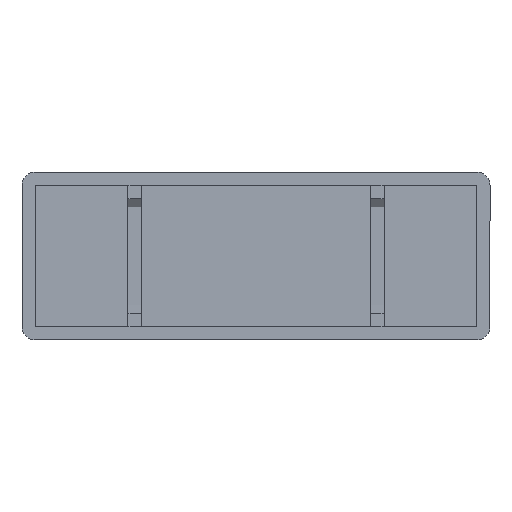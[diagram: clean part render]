
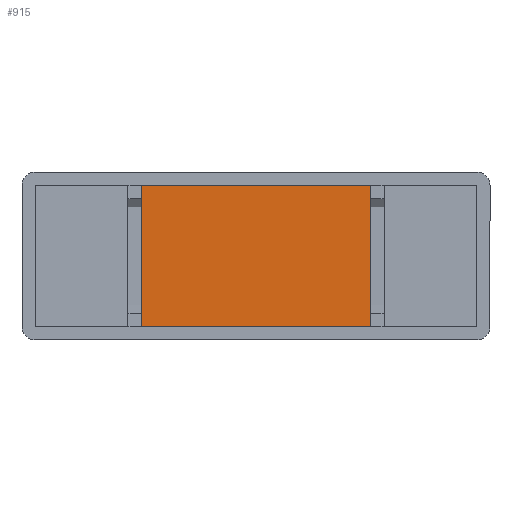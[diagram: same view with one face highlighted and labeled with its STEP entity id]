
A CAD part, front view. The second image highlights one B-rep face of the part: STEP entity #915.
In plain terms, the highlighted planar face has unit normal (0, -1, 0).
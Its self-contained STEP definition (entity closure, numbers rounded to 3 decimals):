
#194=CARTESIAN_POINT('',(-27.,1.0,35.0));
#195=VERTEX_POINT('',#194);
#202=CARTESIAN_POINT('',(-27.,1.0,3.));
#203=VERTEX_POINT('',#202);
#204=CARTESIAN_POINT('',(-27.,1.0,3.));
#205=DIRECTION('',(0.0,0.0,1.0));
#206=VECTOR('',#205,32.0);
#207=LINE('',#204,#206);
#208=EDGE_CURVE('',#203,#195,#207,.T.);
#513=CARTESIAN_POINT('',(-79.,1.0,3.0));
#514=VERTEX_POINT('',#513);
#521=CARTESIAN_POINT('',(-79.,1.0,35.0));
#522=VERTEX_POINT('',#521);
#523=CARTESIAN_POINT('',(-79.,1.0,35.0));
#524=DIRECTION('',(0.0,0.0,-1.0));
#525=VECTOR('',#524,32.0);
#526=LINE('',#523,#525);
#527=EDGE_CURVE('',#522,#514,#526,.T.);
#832=CARTESIAN_POINT('',(-79.,1.0,35.0));
#833=DIRECTION('',(1.0,0.0,0.0));
#834=VECTOR('',#833,52.);
#835=LINE('',#832,#834);
#836=EDGE_CURVE('',#522,#195,#835,.T.);
#861=CARTESIAN_POINT('',(-79.,1.0,3.0));
#862=DIRECTION('',(1.0,0.0,0.0));
#863=VECTOR('',#862,52.);
#864=LINE('',#861,#863);
#865=EDGE_CURVE('',#203,#514,#864,.F.);
#904=CARTESIAN_POINT('',(-53.,1.0,19.0));
#905=DIRECTION('',(0.0,-1.0,0.0));
#906=DIRECTION('',(0.0,0.0,-1.0));
#907=AXIS2_PLACEMENT_3D('',#904,#905,#906);
#908=PLANE('',#907);
#909=ORIENTED_EDGE('',*,*,#527,.T.);
#910=ORIENTED_EDGE('',*,*,#865,.F.);
#911=ORIENTED_EDGE('',*,*,#208,.T.);
#912=ORIENTED_EDGE('',*,*,#836,.F.);
#913=EDGE_LOOP('',(#909,#910,#911,#912));
#914=FACE_OUTER_BOUND('',#913,.T.);
#915=ADVANCED_FACE('',(#914),#908,.T.);
